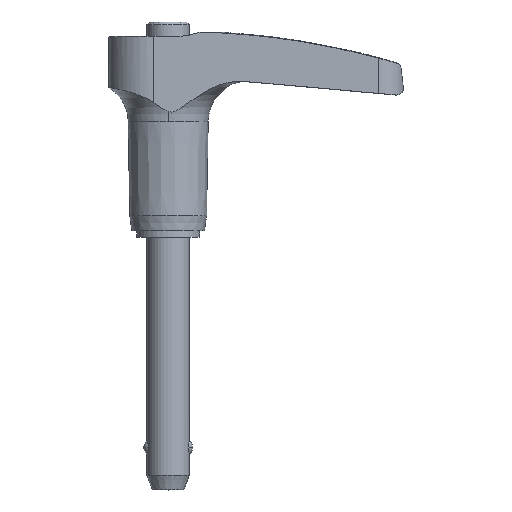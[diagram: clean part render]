
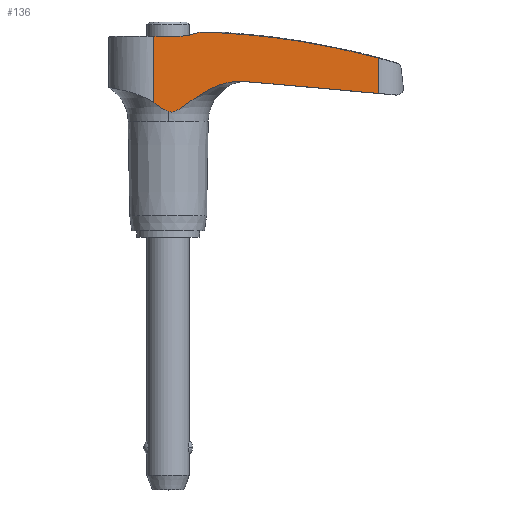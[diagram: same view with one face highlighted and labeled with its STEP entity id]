
A CAD part, top view. The second image highlights one B-rep face of the part: STEP entity #136.
In plain terms, the highlighted planar face has unit normal (0.068, 0, 0.998).
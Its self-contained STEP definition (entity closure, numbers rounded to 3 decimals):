
#136=ADVANCED_FACE('',(#301),#302,.T.);
#301=FACE_OUTER_BOUND('',#493,.T.);
#302=PLANE('',#494);
#493=EDGE_LOOP('',(#832,#833,#834,#835,#836,#837,#838,#839,#840));
#494=AXIS2_PLACEMENT_3D('',#841,#842,#843);
#832=ORIENTED_EDGE('',*,*,#1273,.T.);
#833=ORIENTED_EDGE('',*,*,#1274,.F.);
#834=ORIENTED_EDGE('',*,*,#1275,.T.);
#835=ORIENTED_EDGE('',*,*,#1208,.T.);
#836=ORIENTED_EDGE('',*,*,#1267,.T.);
#837=ORIENTED_EDGE('',*,*,#1164,.T.);
#838=ORIENTED_EDGE('',*,*,#1151,.T.);
#839=ORIENTED_EDGE('',*,*,#1231,.T.);
#840=ORIENTED_EDGE('',*,*,#1276,.T.);
#841=CARTESIAN_POINT('',(14.654,0.0,5.195));
#842=DIRECTION('',(0.068,0.,0.998));
#843=DIRECTION('',(0.998,0.,-0.068));
#1151=EDGE_CURVE('',#1370,#1368,#1371,.T.);
#1164=EDGE_CURVE('',#1394,#1370,#1395,.T.);
#1208=EDGE_CURVE('',#1467,#1468,#1469,.T.);
#1231=EDGE_CURVE('',#1368,#1505,#1507,.T.);
#1267=EDGE_CURVE('',#1468,#1394,#1557,.T.);
#1273=EDGE_CURVE('',#1563,#1564,#1565,.T.);
#1274=EDGE_CURVE('',#1566,#1564,#1567,.T.);
#1275=EDGE_CURVE('',#1566,#1467,#1568,.T.);
#1276=EDGE_CURVE('',#1505,#1563,#1569,.T.);
#1368=VERTEX_POINT('',#1718);
#1370=VERTEX_POINT('',#1727);
#1371=LINE('',#1728,#1729);
#1394=VERTEX_POINT('',#1882);
#1395=(B_SPLINE_CURVE(2,(#1884,#1885,#1886),.UNSPECIFIED.,.F.,.F.)B_SPLINE_CURVE_WITH_KNOTS((3,3),(0.0,63.151),.UNSPECIFIED.)RATIONAL_B_SPLINE_CURVE((1.0,5.195,1.0))BOUNDED_CURVE()REPRESENTATION_ITEM('')GEOMETRIC_REPRESENTATION_ITEM()CURVE());
#1467=VERTEX_POINT('',#2151);
#1468=VERTEX_POINT('',#2152);
#1469=LINE('',#2153,#2154);
#1505=VERTEX_POINT('',#2225);
#1507=B_SPLINE_CURVE_WITH_KNOTS('',3,(#2227,#2228,#2229,#2230,#2231,#2232,#2233,#2234,#2235,#2236,#2237,#2238,#2239,#2240,#2241,#2242),.UNSPECIFIED.,.F.,.F.,(4,2,2,2,2,2,2,4),(301.19,307.013,312.836,318.66,324.483,330.306,336.129,341.952),.UNSPECIFIED.);
#1557=B_SPLINE_CURVE_WITH_KNOTS('',3,(#2518,#2519,#2520,#2521,#2522,#2523,#2524,#2525,#2526,#2527,#2528,#2529,#2530,#2531,#2532,#2533,#2534,#2535,#2536,#2537,#2538,#2539,#2540,#2541,#2542,#2543,#2544,#2545,#2546,#2547,#2548,#2549,#2550,#2551),.UNSPECIFIED.,.F.,.F.,(4,2,2,2,2,2,2,2,2,2,2,2,2,2,2,2,4),(40.115,40.363,40.612,40.86,41.108,41.605,42.312,43.397,44.407,45.813,47.219,48.575,49.253,49.932,51.094,52.257,53.447),.UNSPECIFIED.);
#1563=VERTEX_POINT('',#2557);
#1564=VERTEX_POINT('',#2558);
#1565=LINE('',#2559,#2560);
#1566=VERTEX_POINT('',#2561);
#1567=LINE('',#2562,#2563);
#1568=B_SPLINE_CURVE_WITH_KNOTS('',3,(#2564,#2565,#2566,#2567,#2568,#2569,#2570,#2571,#2572,#2573,#2574,#2575),.UNSPECIFIED.,.F.,.F.,(4,2,2,2,2,4),(35.54,36.518,37.569,38.261,38.753,38.998),.UNSPECIFIED.);
#1569=CIRCLE('',#2576,14.625);
#1718=CARTESIAN_POINT('',(31.451,26.858,4.055));
#1727=CARTESIAN_POINT('',(31.451,21.561,4.055));
#1728=CARTESIAN_POINT('',(31.451,0.0,4.055));
#1729=VECTOR('',#2967,1.0);
#1882=CARTESIAN_POINT('',(11.406,23.339,5.416));
#1884=CARTESIAN_POINT('',(-30.992,21.526,8.294));
#1885=CARTESIAN_POINT('',(0.418,24.405,6.162));
#1886=CARTESIAN_POINT('',(31.829,21.526,4.029));
#2151=CARTESIAN_POINT('',(0.,18.892,6.19));
#2152=CARTESIAN_POINT('',(0.,18.821,6.19));
#2153=CARTESIAN_POINT('',(0.0,12.338,6.19));
#2154=VECTOR('',#3033,1.0);
#2225=CARTESIAN_POINT('',(4.934,30.74,5.855));
#2227=CARTESIAN_POINT('',(37.043,25.188,3.675));
#2228=CARTESIAN_POINT('',(35.079,25.83,3.808));
#2229=CARTESIAN_POINT('',(33.077,26.425,3.944));
#2230=CARTESIAN_POINT('',(29.022,27.506,4.22));
#2231=CARTESIAN_POINT('',(26.97,27.992,4.359));
#2232=CARTESIAN_POINT('',(22.84,28.848,4.639));
#2233=CARTESIAN_POINT('',(20.761,29.217,4.78));
#2234=CARTESIAN_POINT('',(16.607,29.837,5.062));
#2235=CARTESIAN_POINT('',(14.531,30.087,5.203));
#2236=CARTESIAN_POINT('',(10.411,30.471,5.483));
#2237=CARTESIAN_POINT('',(8.366,30.605,5.622));
#2238=CARTESIAN_POINT('',(4.338,30.773,5.895));
#2239=CARTESIAN_POINT('',(2.355,30.807,6.03));
#2240=CARTESIAN_POINT('',(-1.518,30.807,6.293));
#2241=CARTESIAN_POINT('',(-3.501,30.773,6.428));
#2242=CARTESIAN_POINT('',(-5.515,30.689,6.564));
#2518=CARTESIAN_POINT('',(-0.095,18.848,6.196));
#2519=CARTESIAN_POINT('',(-0.009,18.821,6.191));
#2520=CARTESIAN_POINT('',(0.078,18.8,6.185));
#2521=CARTESIAN_POINT('',(0.25,18.772,6.173));
#2522=CARTESIAN_POINT('',(0.336,18.765,6.167));
#2523=CARTESIAN_POINT('',(0.501,18.765,6.156));
#2524=CARTESIAN_POINT('',(0.587,18.772,6.15));
#2525=CARTESIAN_POINT('',(0.759,18.8,6.138));
#2526=CARTESIAN_POINT('',(0.846,18.821,6.132));
#2527=CARTESIAN_POINT('',(1.102,18.902,6.115));
#2528=CARTESIAN_POINT('',(1.267,18.978,6.104));
#2529=CARTESIAN_POINT('',(1.621,19.165,6.08));
#2530=CARTESIAN_POINT('',(1.859,19.317,6.064));
#2531=CARTESIAN_POINT('',(2.353,19.652,6.03));
#2532=CARTESIAN_POINT('',(2.701,19.909,6.007));
#2533=CARTESIAN_POINT('',(3.263,20.322,5.968));
#2534=CARTESIAN_POINT('',(3.589,20.561,5.946));
#2535=CARTESIAN_POINT('',(4.246,21.025,5.902));
#2536=CARTESIAN_POINT('',(4.672,21.313,5.873));
#2537=CARTESIAN_POINT('',(5.55,21.848,5.813));
#2538=CARTESIAN_POINT('',(6.,22.094,5.783));
#2539=CARTESIAN_POINT('',(6.828,22.493,5.726));
#2540=CARTESIAN_POINT('',(7.285,22.686,5.695));
#2541=CARTESIAN_POINT('',(7.987,22.925,5.648));
#2542=CARTESIAN_POINT('',(8.224,22.996,5.632));
#2543=CARTESIAN_POINT('',(8.692,23.119,5.6));
#2544=CARTESIAN_POINT('',(8.922,23.171,5.584));
#2545=CARTESIAN_POINT('',(9.524,23.284,5.543));
#2546=CARTESIAN_POINT('',(9.945,23.337,5.515));
#2547=CARTESIAN_POINT('',(10.791,23.376,5.457));
#2548=CARTESIAN_POINT('',(11.215,23.362,5.429));
#2549=CARTESIAN_POINT('',(11.993,23.278,5.376));
#2550=CARTESIAN_POINT('',(12.421,23.2,5.347));
#2551=CARTESIAN_POINT('',(12.836,23.081,5.318));
#2557=CARTESIAN_POINT('',(-0.991,30.09,6.257));
#2558=CARTESIAN_POINT('',(-2.143,30.09,6.335));
#2559=CARTESIAN_POINT('',(7.787,30.09,5.661));
#2560=VECTOR('',#3112,1.0);
#2561=CARTESIAN_POINT('',(-2.143,20.158,6.335));
#2562=CARTESIAN_POINT('',(-2.143,0.0,6.335));
#2563=VECTOR('',#3113,1.0);
#2564=CARTESIAN_POINT('',(-2.967,20.742,6.391));
#2565=CARTESIAN_POINT('',(-2.699,20.557,6.373));
#2566=CARTESIAN_POINT('',(-2.381,20.329,6.352));
#2567=CARTESIAN_POINT('',(-1.833,19.935,6.314));
#2568=CARTESIAN_POINT('',(-1.492,19.69,6.291));
#2569=CARTESIAN_POINT('',(-1.008,19.37,6.258));
#2570=CARTESIAN_POINT('',(-0.773,19.224,6.242));
#2571=CARTESIAN_POINT('',(-0.423,19.043,6.219));
#2572=CARTESIAN_POINT('',(-0.259,18.969,6.208));
#2573=CARTESIAN_POINT('',(-0.005,18.891,6.19));
#2574=CARTESIAN_POINT('',(0.081,18.871,6.184));
#2575=CARTESIAN_POINT('',(0.166,18.857,6.179));
#2576=AXIS2_PLACEMENT_3D('',#3114,#3115,#3116);
#2967=DIRECTION('',(0.0,1.0,0.));
#3033=DIRECTION('',(0.,-1.0,0.));
#3112=DIRECTION('',(-0.998,0.,0.068));
#3113=DIRECTION('',(0.0,1.0,0.));
#3114=CARTESIAN_POINT('',(0.418,44.647,6.162));
#3115=DIRECTION('',(-0.068,0.,-0.998));
#3116=DIRECTION('',(0.,1.0,0.));
